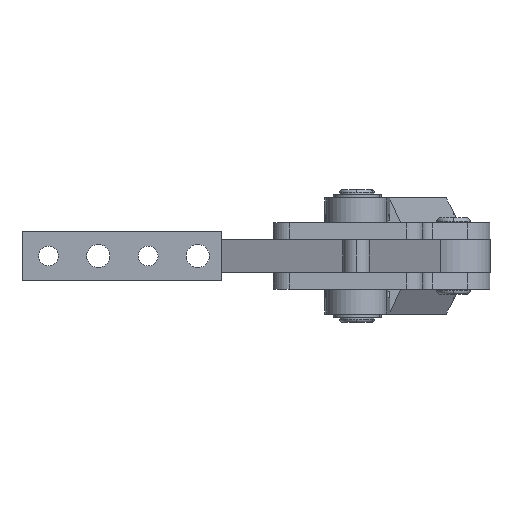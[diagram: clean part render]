
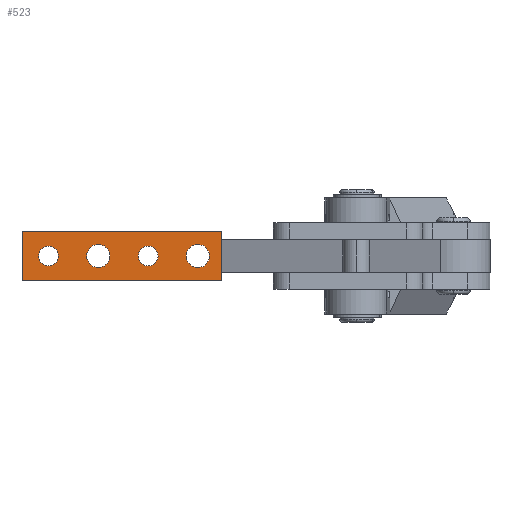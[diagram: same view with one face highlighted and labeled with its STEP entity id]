
A CAD part, front view. The second image highlights one B-rep face of the part: STEP entity #523.
In plain terms, the highlighted planar face has unit normal (0, -1, 0).
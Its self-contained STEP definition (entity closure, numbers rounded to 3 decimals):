
#523 = ADVANCED_FACE ( 'NONE', ( #3950, #3958, #3941, #3956, #3953 ), #19753, .F. ) ;
#3941 = FACE_BOUND ( 'NONE', #5836, .T. ) ;
#3950 = FACE_BOUND ( 'NONE', #5832, .T. ) ;
#3953 = FACE_OUTER_BOUND ( 'NONE', #5826, .T. ) ;
#3956 = FACE_BOUND ( 'NONE', #5833, .T. ) ;
#3958 = FACE_BOUND ( 'NONE', #5816, .T. ) ;
#5320 = CIRCLE ( 'NONE', #25133, 3.5 ) ;
#5333 = CIRCLE ( 'NONE', #25135, 3. ) ;
#5339 = CIRCLE ( 'NONE', #25137, 3.5 ) ;
#5345 = CIRCLE ( 'NONE', #25139, 3. ) ;
#5370 = LINE ( 'NONE', #21937, #5373 ) ;
#5373 = VECTOR ( 'NONE', #21938, 1000. ) ;
#5374 = LINE ( 'NONE', #21934, #5379 ) ;
#5378 = LINE ( 'NONE', #21943, #5383 ) ;
#5379 = VECTOR ( 'NONE', #21944, 1000. ) ;
#5380 = LINE ( 'NONE', #21961, #5395 ) ;
#5383 = VECTOR ( 'NONE', #21946, 1000. ) ;
#5384 = CIRCLE ( 'NONE', #25145, 3.5 ) ;
#5386 = CIRCLE ( 'NONE', #25146, 3. ) ;
#5387 = CIRCLE ( 'NONE', #25147, 3.5 ) ;
#5388 = CIRCLE ( 'NONE', #25148, 3. ) ;
#5389 = LINE ( 'NONE', #21955, #5391 ) ;
#5390 = LINE ( 'NONE', #21965, #5393 ) ;
#5391 = VECTOR ( 'NONE', #21956, 1000. ) ;
#5393 = VECTOR ( 'NONE', #21967, 1000. ) ;
#5395 = VECTOR ( 'NONE', #21968, 1000. ) ;
#5816 = EDGE_LOOP ( 'NONE', ( #6150, #6146 ) ) ;
#5826 = EDGE_LOOP ( 'NONE', ( #6143, #6140, #6141, #6138, #6139, #6136 ) ) ;
#5832 = EDGE_LOOP ( 'NONE', ( #6152, #6148 ) ) ;
#5833 = EDGE_LOOP ( 'NONE', ( #6145, #6142 ) ) ;
#5836 = EDGE_LOOP ( 'NONE', ( #6147, #6144 ) ) ;
#6136 = ORIENTED_EDGE ( 'NONE', *, *, #24276, .T. ) ;
#6138 = ORIENTED_EDGE ( 'NONE', *, *, #24284, .F. ) ;
#6139 = ORIENTED_EDGE ( 'NONE', *, *, #24271, .F. ) ;
#6140 = ORIENTED_EDGE ( 'NONE', *, *, #24282, .T. ) ;
#6141 = ORIENTED_EDGE ( 'NONE', *, *, #24283, .F. ) ;
#6142 = ORIENTED_EDGE ( 'NONE', *, *, #24256, .T. ) ;
#6143 = ORIENTED_EDGE ( 'NONE', *, *, #24274, .T. ) ;
#6144 = ORIENTED_EDGE ( 'NONE', *, *, #24252, .T. ) ;
#6145 = ORIENTED_EDGE ( 'NONE', *, *, #24281, .T. ) ;
#6146 = ORIENTED_EDGE ( 'NONE', *, *, #24248, .T. ) ;
#6147 = ORIENTED_EDGE ( 'NONE', *, *, #24280, .T. ) ;
#6148 = ORIENTED_EDGE ( 'NONE', *, *, #24245, .T. ) ;
#6150 = ORIENTED_EDGE ( 'NONE', *, *, #24279, .T. ) ;
#6152 = ORIENTED_EDGE ( 'NONE', *, *, #24278, .T. ) ;
#6831 = CARTESIAN_POINT ( 'NONE',  ( 19.5, 0., 0. ) ) ;
#6833 = CARTESIAN_POINT ( 'NONE',  ( 5., 0., 0. ) ) ;
#6840 = CARTESIAN_POINT ( 'NONE',  ( 11., 0., 0. ) ) ;
#9906 = AXIS2_PLACEMENT_3D ( 'NONE', #19750, #19749, #19756 ) ;
#19749 = DIRECTION ( 'NONE',  ( 0., 1., 0. ) ) ;
#19750 = CARTESIAN_POINT ( 'NONE',  ( 0., 0., 7.5 ) ) ;
#19753 = PLANE ( 'NONE',  #9906 ) ;
#19756 = DIRECTION ( 'NONE',  ( 0., 0., 1. ) ) ;
#21672 = CARTESIAN_POINT ( 'NONE',  ( 0., 0., 7.5 ) ) ;
#21713 = CARTESIAN_POINT ( 'NONE',  ( 60., 0., 7.5 ) ) ;
#21725 = CARTESIAN_POINT ( 'NONE',  ( 60., 0., -5. ) ) ;
#21745 = CARTESIAN_POINT ( 'NONE',  ( 0., 0., -7.5 ) ) ;
#21754 = CARTESIAN_POINT ( 'NONE',  ( 60., 0., 5. ) ) ;
#21757 = CARTESIAN_POINT ( 'NONE',  ( 49.5, 0., 0. ) ) ;
#21761 = CARTESIAN_POINT ( 'NONE',  ( 35., 0., 0. ) ) ;
#21764 = CARTESIAN_POINT ( 'NONE',  ( 41., 0., 0. ) ) ;
#21765 = CARTESIAN_POINT ( 'NONE',  ( 56.5, 0., 0. ) ) ;
#21769 = CARTESIAN_POINT ( 'NONE',  ( 26.5, 0., 0. ) ) ;
#21798 = CARTESIAN_POINT ( 'NONE',  ( 60., 0., -7.5 ) ) ;
#21872 = CARTESIAN_POINT ( 'NONE',  ( 53., 0., 0. ) ) ;
#21873 = DIRECTION ( 'NONE',  ( 0., 1., 0. ) ) ;
#21874 = DIRECTION ( 'NONE',  ( 0., 0., 1. ) ) ;
#21881 = CARTESIAN_POINT ( 'NONE',  ( 38., 0., 0. ) ) ;
#21882 = DIRECTION ( 'NONE',  ( 0., 1., 0. ) ) ;
#21883 = DIRECTION ( 'NONE',  ( 0., 0., 1. ) ) ;
#21891 = CARTESIAN_POINT ( 'NONE',  ( 23., 0., 0. ) ) ;
#21892 = DIRECTION ( 'NONE',  ( 0., 1., 0. ) ) ;
#21893 = DIRECTION ( 'NONE',  ( 0., 0., 1. ) ) ;
#21901 = CARTESIAN_POINT ( 'NONE',  ( 8., 0., 0. ) ) ;
#21902 = DIRECTION ( 'NONE',  ( 0., 1., 0. ) ) ;
#21903 = DIRECTION ( 'NONE',  ( 0., 0., 1. ) ) ;
#21934 = CARTESIAN_POINT ( 'NONE',  ( 0., 0., -7.5 ) ) ;
#21937 = CARTESIAN_POINT ( 'NONE',  ( 0., 0., 7.5 ) ) ;
#21938 = DIRECTION ( 'NONE',  ( 1., 0., 0. ) ) ;
#21943 = CARTESIAN_POINT ( 'NONE',  ( 0., 0., 7.5 ) ) ;
#21944 = DIRECTION ( 'NONE',  ( 1., 0., 0. ) ) ;
#21946 = DIRECTION ( 'NONE',  ( 0., 0., -1. ) ) ;
#21949 = CARTESIAN_POINT ( 'NONE',  ( 53., 0., 0. ) ) ;
#21950 = DIRECTION ( 'NONE',  ( 0., 1., 0. ) ) ;
#21951 = DIRECTION ( 'NONE',  ( 0., 0., 1. ) ) ;
#21952 = CARTESIAN_POINT ( 'NONE',  ( 38., 0., 0. ) ) ;
#21953 = DIRECTION ( 'NONE',  ( 0., 1., 0. ) ) ;
#21954 = DIRECTION ( 'NONE',  ( 0., 0., 1. ) ) ;
#21955 = CARTESIAN_POINT ( 'NONE',  ( 60., 0., 7.5 ) ) ;
#21956 = DIRECTION ( 'NONE',  ( 0., 0., 1. ) ) ;
#21957 = CARTESIAN_POINT ( 'NONE',  ( 23., 0., 0. ) ) ;
#21958 = DIRECTION ( 'NONE',  ( 0., 1., 0. ) ) ;
#21959 = DIRECTION ( 'NONE',  ( 0., 0., 1. ) ) ;
#21961 = CARTESIAN_POINT ( 'NONE',  ( 60., 0., 7.5 ) ) ;
#21962 = CARTESIAN_POINT ( 'NONE',  ( 8., 0., 0. ) ) ;
#21963 = DIRECTION ( 'NONE',  ( 0., 1., 0. ) ) ;
#21964 = DIRECTION ( 'NONE',  ( 0., 0., 1. ) ) ;
#21965 = CARTESIAN_POINT ( 'NONE',  ( 60., 0., 7.5 ) ) ;
#21967 = DIRECTION ( 'NONE',  ( 0., 0., -1. ) ) ;
#21968 = DIRECTION ( 'NONE',  ( 0., 0., -1. ) ) ;
#22692 = VERTEX_POINT ( 'NONE', #21672 ) ;
#22733 = VERTEX_POINT ( 'NONE', #21713 ) ;
#22745 = VERTEX_POINT ( 'NONE', #21725 ) ;
#22765 = VERTEX_POINT ( 'NONE', #21745 ) ;
#22774 = VERTEX_POINT ( 'NONE', #21754 ) ;
#22777 = VERTEX_POINT ( 'NONE', #21757 ) ;
#22781 = VERTEX_POINT ( 'NONE', #21761 ) ;
#22784 = VERTEX_POINT ( 'NONE', #21764 ) ;
#22785 = VERTEX_POINT ( 'NONE', #21765 ) ;
#22789 = VERTEX_POINT ( 'NONE', #21769 ) ;
#23008 = VERTEX_POINT ( 'NONE', #21798 ) ;
#24245 = EDGE_CURVE ( 'NONE', #22785, #22777, #5320, .T. ) ;
#24248 = EDGE_CURVE ( 'NONE', #22784, #22781, #5333, .T. ) ;
#24252 = EDGE_CURVE ( 'NONE', #22789, #24316, #5339, .T. ) ;
#24256 = EDGE_CURVE ( 'NONE', #24327, #24320, #5345, .T. ) ;
#24271 = EDGE_CURVE ( 'NONE', #22692, #22733, #5370, .T. ) ;
#24274 = EDGE_CURVE ( 'NONE', #22765, #23008, #5374, .T. ) ;
#24276 = EDGE_CURVE ( 'NONE', #22692, #22765, #5378, .T. ) ;
#24278 = EDGE_CURVE ( 'NONE', #22777, #22785, #5384, .T. ) ;
#24279 = EDGE_CURVE ( 'NONE', #22781, #22784, #5386, .T. ) ;
#24280 = EDGE_CURVE ( 'NONE', #24316, #22789, #5387, .T. ) ;
#24281 = EDGE_CURVE ( 'NONE', #24320, #24327, #5388, .T. ) ;
#24282 = EDGE_CURVE ( 'NONE', #23008, #22745, #5389, .T. ) ;
#24283 = EDGE_CURVE ( 'NONE', #22774, #22745, #5390, .T. ) ;
#24284 = EDGE_CURVE ( 'NONE', #22733, #22774, #5380, .T. ) ;
#24316 = VERTEX_POINT ( 'NONE', #6831 ) ;
#24320 = VERTEX_POINT ( 'NONE', #6833 ) ;
#24327 = VERTEX_POINT ( 'NONE', #6840 ) ;
#25133 = AXIS2_PLACEMENT_3D ( 'NONE', #21872, #21873, #21874 ) ;
#25135 = AXIS2_PLACEMENT_3D ( 'NONE', #21881, #21882, #21883 ) ;
#25137 = AXIS2_PLACEMENT_3D ( 'NONE', #21891, #21892, #21893 ) ;
#25139 = AXIS2_PLACEMENT_3D ( 'NONE', #21901, #21902, #21903 ) ;
#25145 = AXIS2_PLACEMENT_3D ( 'NONE', #21949, #21950, #21951 ) ;
#25146 = AXIS2_PLACEMENT_3D ( 'NONE', #21952, #21953, #21954 ) ;
#25147 = AXIS2_PLACEMENT_3D ( 'NONE', #21957, #21958, #21959 ) ;
#25148 = AXIS2_PLACEMENT_3D ( 'NONE', #21962, #21963, #21964 ) ;
